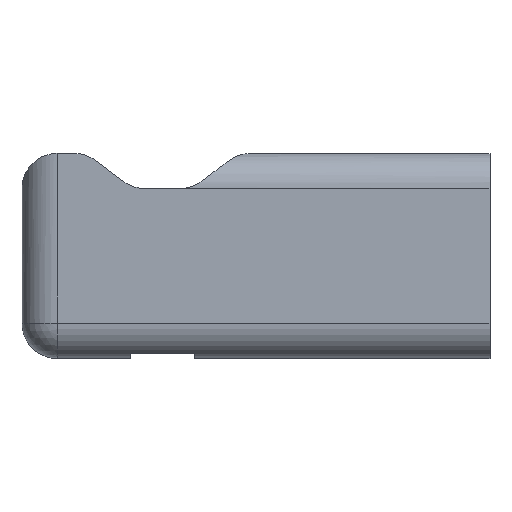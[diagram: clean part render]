
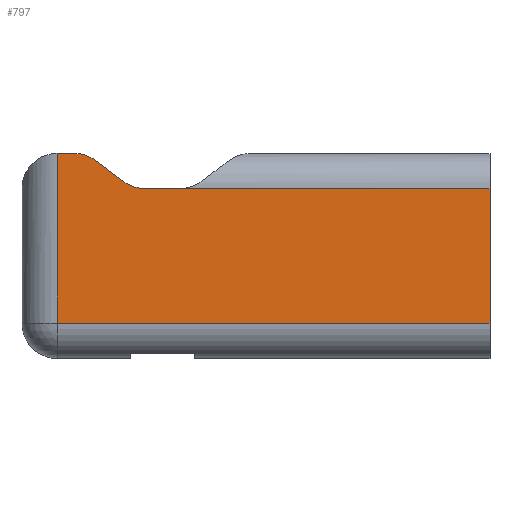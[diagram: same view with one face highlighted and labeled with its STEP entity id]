
A CAD part, top view. The second image highlights one B-rep face of the part: STEP entity #797.
In plain terms, the highlighted planar face has unit normal (0, 0, 1).
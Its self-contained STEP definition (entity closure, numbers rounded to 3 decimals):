
#41 = EDGE_CURVE ( 'NONE', #1614, #1607, #1466, .T. ) ;
#65 = EDGE_CURVE ( 'NONE', #1259, #1614, #751, .T. ) ;
#67 = EDGE_CURVE ( 'NONE', #685, #1259, #752, .T. ) ;
#70 = EDGE_CURVE ( 'NONE', #727, #685, #775, .T. ) ;
#77 = EDGE_CURVE ( 'NONE', #1318, #727, #1012, .T. ) ;
#85 = EDGE_CURVE ( 'NONE', #1607, #728, #1034, .T. ) ;
#86 = EDGE_CURVE ( 'NONE', #1529, #1318, #1157, .T. ) ;
#88 = EDGE_CURVE ( 'NONE', #429, #1529, #973, .T. ) ;
#102 = DIRECTION ( 'NONE',  ( 0., 1., 0. ) ) ;
#103 = CARTESIAN_POINT ( 'NONE',  ( 28., -14.5, 10. ) ) ;
#208 = CARTESIAN_POINT ( 'NONE',  ( -5.7, 2.4, 10. ) ) ;
#226 = PLANE ( 'NONE',  #846 ) ;
#253 = DIRECTION ( 'NONE',  ( 0., 0., -1. ) ) ;
#284 = CARTESIAN_POINT ( 'NONE',  ( 0., 0., 10. ) ) ;
#355 = DIRECTION ( 'NONE',  ( -1., 0., 0. ) ) ;
#368 = CARTESIAN_POINT ( 'NONE',  ( -3.3, 0.6, 10. ) ) ;
#380 = CARTESIAN_POINT ( 'NONE',  ( -9., -11.5, 10. ) ) ;
#429 = VERTEX_POINT ( 'NONE', #571 ) ;
#435 = CARTESIAN_POINT ( 'NONE',  ( -2.5, 0., 10. ) ) ;
#469 = DIRECTION ( 'NONE',  ( -1., 0., 0. ) ) ;
#470 = CARTESIAN_POINT ( 'NONE',  ( -6.5, 3., 10. ) ) ;
#491 = CARTESIAN_POINT ( 'NONE',  ( 1.5, 0., 10. ) ) ;
#508 = CARTESIAN_POINT ( 'NONE',  ( -7.5, 3., 10. ) ) ;
#516 = DIRECTION ( 'NONE',  ( -1., 0., 0. ) ) ;
#520 = DIRECTION ( 'NONE',  ( 1., 0., 0. ) ) ;
#571 = CARTESIAN_POINT ( 'NONE',  ( -1.5, 0., 10. ) ) ;
#574 = CARTESIAN_POINT ( 'NONE',  ( -9., 3., 10. ) ) ;
#578 = DIRECTION ( 'NONE',  ( 0., 0., -1. ) ) ;
#580 = DIRECTION ( 'NONE',  ( -1., 0., 0. ) ) ;
#582 = CARTESIAN_POINT ( 'NONE',  ( -1.5, 3., 10. ) ) ;
#587 = CARTESIAN_POINT ( 'NONE',  ( -2.5, 0., 10. ) ) ;
#588 = DIRECTION ( 'NONE',  ( -0.8, 0.6, 0. ) ) ;
#589 = DIRECTION ( 'NONE',  ( -1., 0., 0. ) ) ;
#597 = CARTESIAN_POINT ( 'NONE',  ( 0., 0., 10. ) ) ;
#607 = CARTESIAN_POINT ( 'NONE',  ( -7.5, 0., 10. ) ) ;
#608 = DIRECTION ( 'NONE',  ( -1., 0., 0. ) ) ;
#609 = DIRECTION ( 'NONE',  ( 0., 0., 1. ) ) ;
#614 = DIRECTION ( 'NONE',  ( 0., -1., 0. ) ) ;
#615 = CARTESIAN_POINT ( 'NONE',  ( -9., 0., 10. ) ) ;
#625 = CARTESIAN_POINT ( 'NONE',  ( 0., -11.5, 10. ) ) ;
#685 = VERTEX_POINT ( 'NONE', #574 ) ;
#715 = EDGE_CURVE ( 'NONE', #728, #429, #1070, .T. ) ;
#727 = VERTEX_POINT ( 'NONE', #508 ) ;
#728 = VERTEX_POINT ( 'NONE', #491 ) ;
#751 = LINE ( 'NONE', #625, #764 ) ;
#752 = LINE ( 'NONE', #615, #770 ) ;
#763 = VECTOR ( 'NONE', #469, 1000. ) ;
#764 = VECTOR ( 'NONE', #520, 1000. ) ;
#770 = VECTOR ( 'NONE', #614, 1000. ) ;
#775 = LINE ( 'NONE', #470, #763 ) ;
#797 = ADVANCED_FACE ( 'NONE', ( #1098 ), #226, .F. ) ;
#846 = AXIS2_PLACEMENT_3D ( 'NONE', #284, #253, #355 ) ;
#972 = VECTOR ( 'NONE', #589, 1000. ) ;
#973 = CIRCLE ( 'NONE', #1212, 3. ) ;
#1007 = VECTOR ( 'NONE', #516, 1000. ) ;
#1012 = CIRCLE ( 'NONE', #1217, 3. ) ;
#1034 = LINE ( 'NONE', #597, #972 ) ;
#1070 = LINE ( 'NONE', #435, #1007 ) ;
#1098 = FACE_OUTER_BOUND ( 'NONE', #1565, .T. ) ;
#1156 = VECTOR ( 'NONE', #588, 1000. ) ;
#1157 = LINE ( 'NONE', #587, #1156 ) ;
#1212 = AXIS2_PLACEMENT_3D ( 'NONE', #582, #578, #580 ) ;
#1217 = AXIS2_PLACEMENT_3D ( 'NONE', #607, #609, #608 ) ;
#1259 = VERTEX_POINT ( 'NONE', #380 ) ;
#1318 = VERTEX_POINT ( 'NONE', #208 ) ;
#1338 = CARTESIAN_POINT ( 'NONE',  ( 28., 0., 10. ) ) ;
#1345 = CARTESIAN_POINT ( 'NONE',  ( 28., -11.5, 10. ) ) ;
#1466 = LINE ( 'NONE', #103, #1470 ) ;
#1470 = VECTOR ( 'NONE', #102, 1000. ) ;
#1501 = ORIENTED_EDGE ( 'NONE', *, *, #715, .T. ) ;
#1512 = ORIENTED_EDGE ( 'NONE', *, *, #65, .T. ) ;
#1514 = ORIENTED_EDGE ( 'NONE', *, *, #85, .T. ) ;
#1516 = ORIENTED_EDGE ( 'NONE', *, *, #70, .T. ) ;
#1517 = ORIENTED_EDGE ( 'NONE', *, *, #77, .T. ) ;
#1519 = ORIENTED_EDGE ( 'NONE', *, *, #67, .T. ) ;
#1520 = ORIENTED_EDGE ( 'NONE', *, *, #86, .T. ) ;
#1521 = ORIENTED_EDGE ( 'NONE', *, *, #88, .T. ) ;
#1522 = ORIENTED_EDGE ( 'NONE', *, *, #41, .T. ) ;
#1529 = VERTEX_POINT ( 'NONE', #368 ) ;
#1565 = EDGE_LOOP ( 'NONE', ( #1522, #1514, #1501, #1521, #1520, #1517, #1516, #1519, #1512 ) ) ;
#1607 = VERTEX_POINT ( 'NONE', #1338 ) ;
#1614 = VERTEX_POINT ( 'NONE', #1345 ) ;
